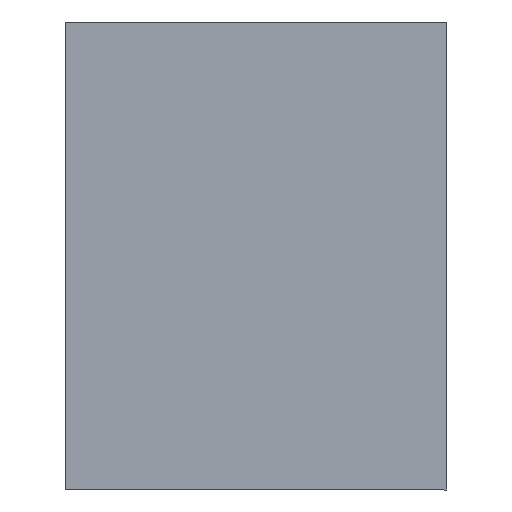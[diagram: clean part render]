
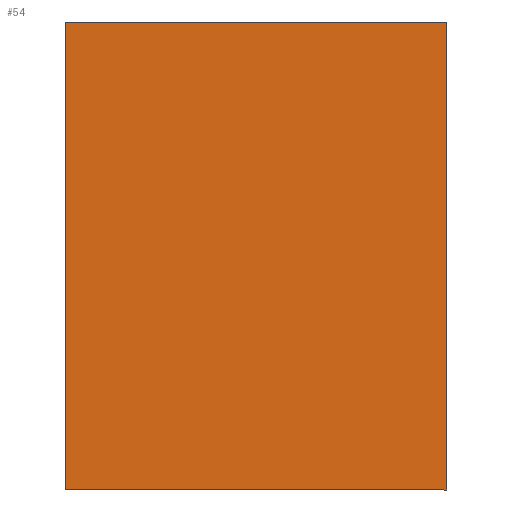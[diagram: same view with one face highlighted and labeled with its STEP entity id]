
A CAD part, left-side view. The second image highlights one B-rep face of the part: STEP entity #54.
In plain terms, the highlighted planar face has unit normal (-1, 0, 0).
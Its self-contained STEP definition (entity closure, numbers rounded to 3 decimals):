
#54=ADVANCED_FACE('',(#104),#105,.T.);
#104=FACE_OUTER_BOUND('',#146,.T.);
#105=PLANE('',#147);
#146=EDGE_LOOP('',(#230,#231,#232,#233));
#147=AXIS2_PLACEMENT_3D('',#234,#235,#236);
#230=ORIENTED_EDGE('',*,*,#274,.T.);
#231=ORIENTED_EDGE('',*,*,#279,.F.);
#232=ORIENTED_EDGE('',*,*,#276,.F.);
#233=ORIENTED_EDGE('',*,*,#264,.T.);
#234=CARTESIAN_POINT('',(0.,-11.155,10.079));
#235=DIRECTION('',(-1.0,0.0,0.0));
#236=DIRECTION('',(0.0,1.0,0.0));
#264=EDGE_CURVE('',#308,#309,#310,.T.);
#274=EDGE_CURVE('',#309,#323,#325,.T.);
#276=EDGE_CURVE('',#308,#327,#328,.T.);
#279=EDGE_CURVE('',#327,#323,#331,.T.);
#308=VERTEX_POINT('',#372);
#309=VERTEX_POINT('',#373);
#310=LINE('',#374,#375);
#323=VERTEX_POINT('',#394);
#325=LINE('',#397,#398);
#327=VERTEX_POINT('',#400);
#328=LINE('',#401,#402);
#331=LINE('',#406,#407);
#372=CARTESIAN_POINT('',(0.,0.,55.3));
#373=CARTESIAN_POINT('',(0.,45.1,55.3));
#374=CARTESIAN_POINT('',(0.,22.546,55.3));
#375=VECTOR('',#422,1.0);
#394=CARTESIAN_POINT('',(0.,45.1,0.));
#397=CARTESIAN_POINT('',(0.,45.1,-48.715));
#398=VECTOR('',#430,1.0);
#400=CARTESIAN_POINT('',(0.,0.,0.));
#401=CARTESIAN_POINT('',(0.,0.,-48.715));
#402=VECTOR('',#431,1.0);
#406=CARTESIAN_POINT('',(0.,22.546,0.));
#407=VECTOR('',#433,1.0);
#422=DIRECTION('',(0.0,1.0,0.));
#430=DIRECTION('',(0.0,0.,-1.0));
#431=DIRECTION('',(0.0,0.,-1.0));
#433=DIRECTION('',(0.0,1.0,0.));
